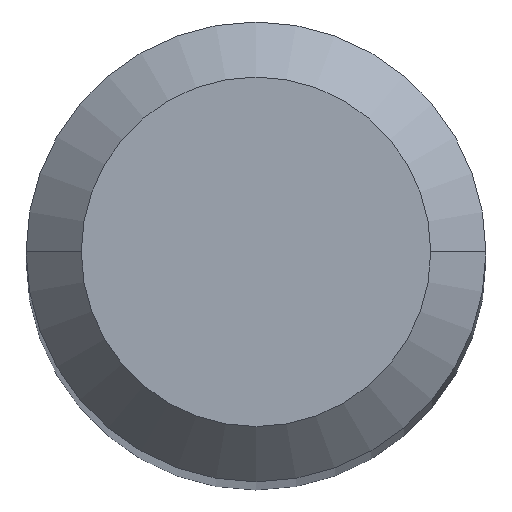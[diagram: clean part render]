
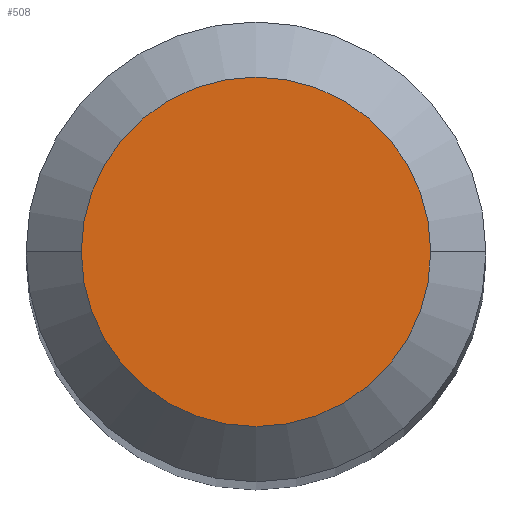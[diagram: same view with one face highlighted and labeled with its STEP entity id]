
A CAD part, top view. The second image highlights one B-rep face of the part: STEP entity #508.
In plain terms, the highlighted planar face has unit normal (0, 0, 1).
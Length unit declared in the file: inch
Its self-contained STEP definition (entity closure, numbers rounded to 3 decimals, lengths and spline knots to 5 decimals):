
#43 = DIRECTION ( 'NONE',  ( 0., 0., 1. ) ) ;
#47 = DIRECTION ( 'NONE',  ( 1., 0., 0. ) ) ;
#78 = PLANE ( 'NONE',  #237 ) ;
#80 = CARTESIAN_POINT ( 'NONE',  ( 0., 0.0475, 0. ) ) ;
#139 = AXIS2_PLACEMENT_3D ( 'NONE', #455, #215, #47 ) ;
#151 = VERTEX_POINT ( 'NONE', #333 ) ;
#186 = AXIS2_PLACEMENT_3D ( 'NONE', #253, #43, #416 ) ;
#215 = DIRECTION ( 'NONE',  ( 0., 0., 1. ) ) ;
#224 = EDGE_CURVE ( 'NONE', #151, #506, #370, .T. ) ;
#233 = EDGE_CURVE ( 'NONE', #506, #151, #439, .T. ) ;
#237 = AXIS2_PLACEMENT_3D ( 'NONE', #80, #397, #240 ) ;
#240 = DIRECTION ( 'NONE',  ( -1., 0., 0. ) ) ;
#253 = CARTESIAN_POINT ( 'NONE',  ( 0., 0., 0. ) ) ;
#261 = ORIENTED_EDGE ( 'NONE', *, *, #224, .T. ) ;
#267 = ORIENTED_EDGE ( 'NONE', *, *, #233, .T. ) ;
#333 = CARTESIAN_POINT ( 'NONE',  ( -0.0475, 0., 0. ) ) ;
#370 = CIRCLE ( 'NONE', #139, 0.0475 ) ;
#397 = DIRECTION ( 'NONE',  ( 0., 0., -1. ) ) ;
#401 = CARTESIAN_POINT ( 'NONE',  ( 0.0475, 0., 0. ) ) ;
#416 = DIRECTION ( 'NONE',  ( 1., 0., 0. ) ) ;
#438 = FACE_OUTER_BOUND ( 'NONE', #464, .T. ) ;
#439 = CIRCLE ( 'NONE', #186, 0.0475 ) ;
#455 = CARTESIAN_POINT ( 'NONE',  ( 0., 0., 0. ) ) ;
#464 = EDGE_LOOP ( 'NONE', ( #261, #267 ) ) ;
#506 = VERTEX_POINT ( 'NONE', #401 ) ;
#508 = ADVANCED_FACE ( 'NONE', ( #438 ), #78, .F. ) ;
